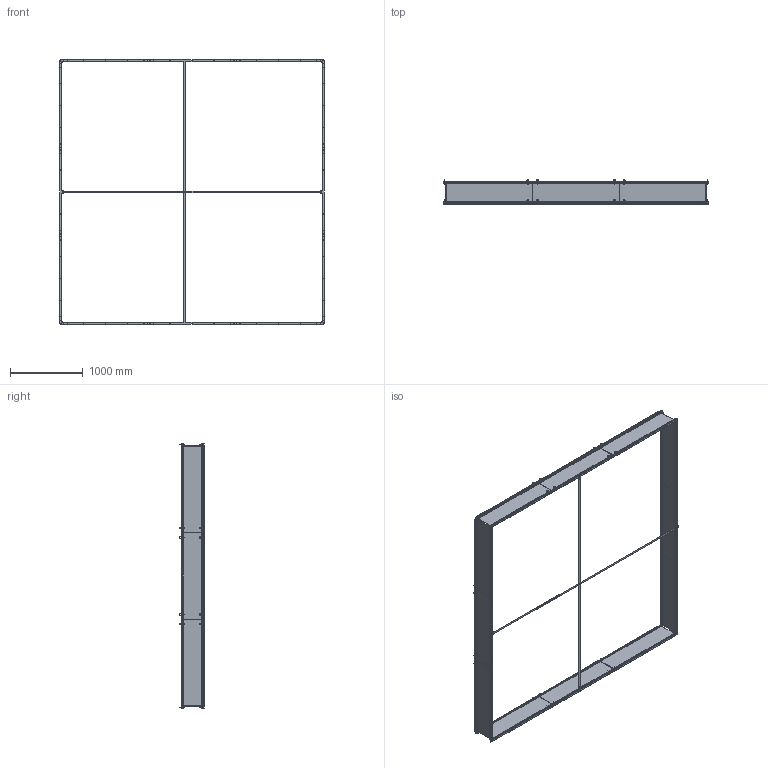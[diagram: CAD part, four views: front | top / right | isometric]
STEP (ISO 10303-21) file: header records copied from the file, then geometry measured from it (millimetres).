
FILE_DESCRIPTION (( 'STEP AP214' ), '1' );
FILE_NAME ('am-0481b FTC Perimeter RevB.STEP', '2019-08-01T13:25:26', ( '' ), ( '' ), 'SwSTEP 2.0', 'SolidWorks 2019', '' );
FILE_SCHEMA (( 'AUTOMOTIVE_DESIGN' ));
Length unit declared in the file: inch
Products named in the file (38): Riveted FTC Panel; Perimeter Mid-Section Strap; Corner FTC Perimeter Assembly; Corner Hinge; Corner Knife Hinge half_DefaultSM-FLAT-PATTERN; am-2589 Corner Knife Hinge half; FTC Field Side Glass 11in; am-0481b FTC Perimeter RevB; Center FTC Perimeter Assembly; 187 pop rivet; am-2556 FTC Rail; 98404A013_98404A013; SAPA IAH-821; NewStrapClip
Assembly tree (246 placements, depth 4):
  am-0481b FTC Perimeter RevB
    Corner FTC Perimeter Assembly
      Riveted FTC Panel
        am-2556 FTC Rail  x2
        FTC Field Side Glass 11in
        187 pop rivet  x6
      Riveted FTC Panel
        am-2556 FTC Rail  x2
        FTC Field Side Glass 11in
        187 pop rivet  x6
      Corner Hinge
        Corner Knife Hinge half_DefaultSM-FLAT-PATTERN
        am-2589 Corner Knife Hinge half
        187 pop rivet  x5
      Corner Hinge
        Corner Knife Hinge half_DefaultSM-FLAT-PATTERN
        am-2589 Corner Knife Hinge half
        187 pop rivet  x5
    Corner FTC Perimeter Assembly
      Riveted FTC Panel
        am-2556 FTC Rail  x2
        FTC Field Side Glass 11in
        187 pop rivet  x6
      Riveted FTC Panel
        am-2556 FTC Rail  x2
        FTC Field Side Glass 11in
        187 pop rivet  x6
      Corner Hinge
        Corner Knife Hinge half_DefaultSM-FLAT-PATTERN
        am-2589 Corner Knife Hinge half
        187 pop rivet  x5
      Corner Hinge
        Corner Knife Hinge half_DefaultSM-FLAT-PATTERN
        am-2589 Corner Knife Hinge half
        187 pop rivet  x5
    Corner FTC Perimeter Assembly
      Riveted FTC Panel
        am-2556 FTC Rail  x2
        FTC Field Side Glass 11in
        187 pop rivet  x6
      Riveted FTC Panel
        am-2556 FTC Rail  x2
        FTC Field Side Glass 11in
        187 pop rivet  x6
      Corner Hinge
        Corner Knife Hinge half_DefaultSM-FLAT-PATTERN
        am-2589 Corner Knife Hinge half
        187 pop rivet  x5
      Corner Hinge
        Corner Knife Hinge half_DefaultSM-FLAT-PATTERN
        am-2589 Corner Knife Hinge half
        187 pop rivet  x5
    Corner FTC Perimeter Assembly
      Riveted FTC Panel
        am-2556 FTC Rail  x2
        FTC Field Side Glass 11in
        187 pop rivet  x6
      Riveted FTC Panel
        am-2556 FTC Rail  x2
        FTC Field Side Glass 11in
Bounding box: 3642.16 x 341.72 x 3642.16 mm (x, y, z)
Volume: 18775132.2 mm3; surface area: 14949306.9 mm2
Topology: 282 solids, 282 shells, 5488 faces, 14140 edges, 9128 vertices
Faces by surface type: cylinder 3052, plane 1348, torus 704, sphere 128, cone 128, bspline 128
Entity records: 12974 total; most frequent: CARTESIAN_POINT 2573, DIRECTION 2229, ORIENTED_EDGE 1564, AXIS2_PLACEMENT_3D 909, EDGE_CURVE 782, VERTEX_POINT 514, VECTOR 411, LINE 411
